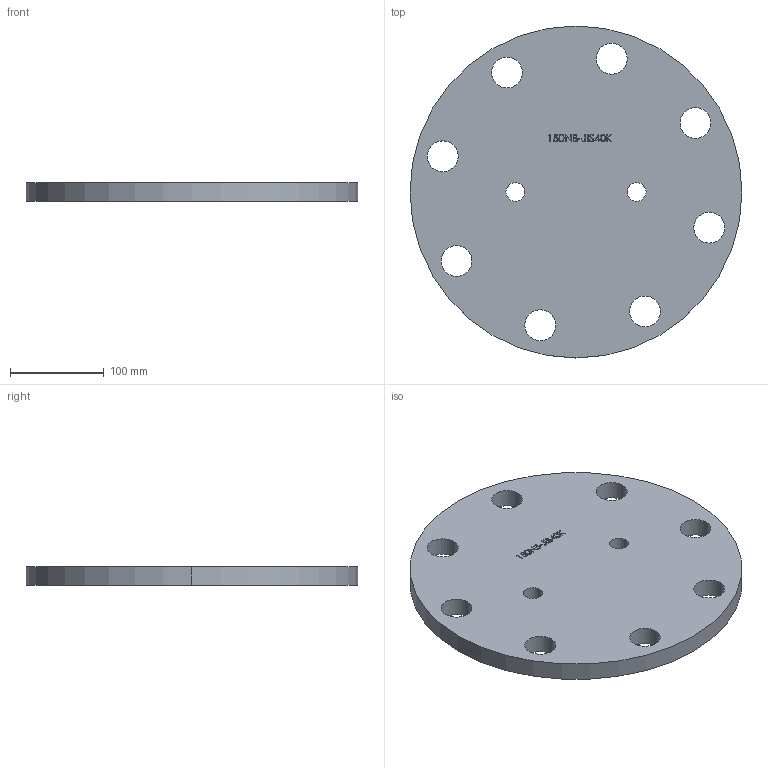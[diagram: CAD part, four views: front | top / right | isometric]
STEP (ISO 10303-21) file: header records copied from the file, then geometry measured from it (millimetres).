
FILE_DESCRIPTION (( 'STEP AP203' ), '1' );
FILE_NAME ('J004232-152-1_REV_.step', '2025-09-15T04:34:12', ( '' ), ( '' ), 'SwSTEP 2.0', 'SolidWorks 2024', '' );
FILE_SCHEMA (( 'CONFIG_CONTROL_DESIGN' ));
Length unit declared in the file: millimetre
Products named in the file (1): J004232-152-1_REV_
Bounding box: 355 x 355 x 20 mm (x, y, z)
Volume: 1830168 mm3; surface area: 224462.7 mm2
Topology: 1 solids, 1 shells, 165 faces, 438 edges, 292 vertices
Faces by surface type: plane 88, bspline 55, cylinder 22
Entity records: 8419 total; most frequent: CARTESIAN_POINT 4527, ORIENTED_EDGE 876, DIRECTION 594, EDGE_CURVE 438, VERTEX_POINT 292, VECTOR 284, LINE 284, EDGE_LOOP 202
